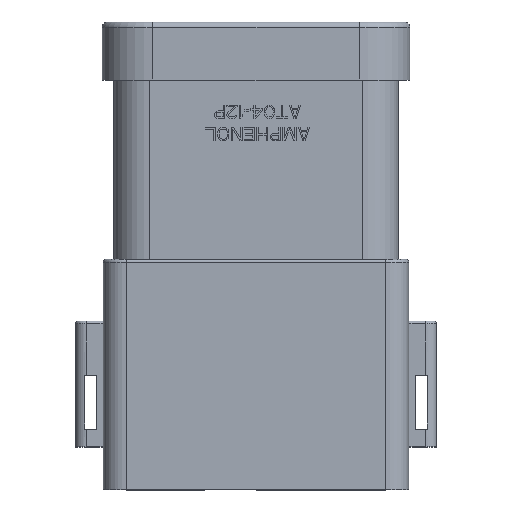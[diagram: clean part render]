
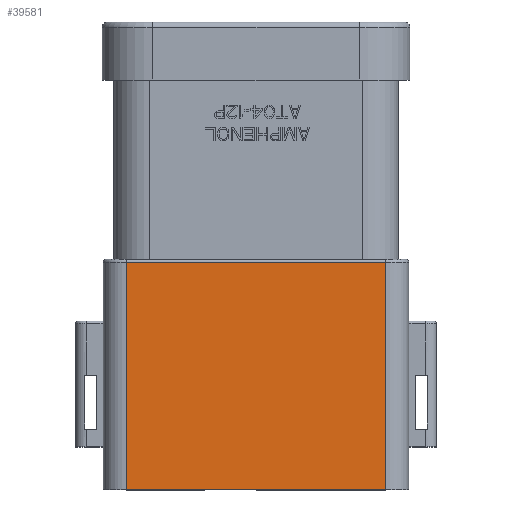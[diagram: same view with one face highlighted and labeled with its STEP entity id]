
A CAD part, top view. The second image highlights one B-rep face of the part: STEP entity #39581.
In plain terms, the highlighted planar face has unit normal (0, 0, 1).
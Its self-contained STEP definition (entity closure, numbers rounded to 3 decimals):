
#13297=DIRECTION('',(1.,0.,0.));
#13298=VECTOR('',#13297,29.05);
#13299=CARTESIAN_POINT('',(-14.525,-0.1,11.1));
#13300=LINE('',#13299,#13298);
#13329=DIRECTION('',(0.,-1.,0.));
#13330=VECTOR('',#13329,25.5);
#13331=CARTESIAN_POINT('',(-14.525,25.4,11.1));
#13332=LINE('',#13331,#13330);
#13356=DIRECTION('',(-1.,0.,0.));
#13357=VECTOR('',#13356,29.05);
#13358=CARTESIAN_POINT('',(14.525,25.4,11.1));
#13359=LINE('',#13358,#13357);
#14517=DIRECTION('',(0.,1.,0.));
#14518=VECTOR('',#14517,25.5);
#14519=CARTESIAN_POINT('',(14.525,-0.1,11.1));
#14520=LINE('',#14519,#14518);
#16971=CARTESIAN_POINT('',(-14.525,-0.1,11.1));
#16972=VERTEX_POINT('',#16971);
#16973=CARTESIAN_POINT('',(14.525,-0.1,11.1));
#16974=VERTEX_POINT('',#16973);
#17277=CARTESIAN_POINT('',(14.525,25.4,11.1));
#17278=VERTEX_POINT('',#17277);
#17279=CARTESIAN_POINT('',(-14.525,25.4,11.1));
#17280=VERTEX_POINT('',#17279);
#39570=CARTESIAN_POINT('',(-17.125,0.,11.1));
#39571=DIRECTION('',(0.,0.,1.));
#39572=DIRECTION('',(1.,0.,0.));
#39573=AXIS2_PLACEMENT_3D('',#39570,#39571,#39572);
#39574=PLANE('',#39573);
#39575=ORIENTED_EDGE('',*,*,#38211,.F.);
#39576=ORIENTED_EDGE('',*,*,#39565,.F.);
#39577=ORIENTED_EDGE('',*,*,#38153,.F.);
#39578=ORIENTED_EDGE('',*,*,#38183,.F.);
#39579=EDGE_LOOP('',(#39575,#39576,#39577,#39578));
#39580=FACE_OUTER_BOUND('',#39579,.F.);
#39581=ADVANCED_FACE('',(#39580),#39574,.T.);
#38153=EDGE_CURVE('',#16972,#16974,#13300,.T.);
#38183=EDGE_CURVE('',#17280,#16972,#13332,.T.);
#38211=EDGE_CURVE('',#17278,#17280,#13359,.T.);
#39565=EDGE_CURVE('',#16974,#17278,#14520,.T.);
